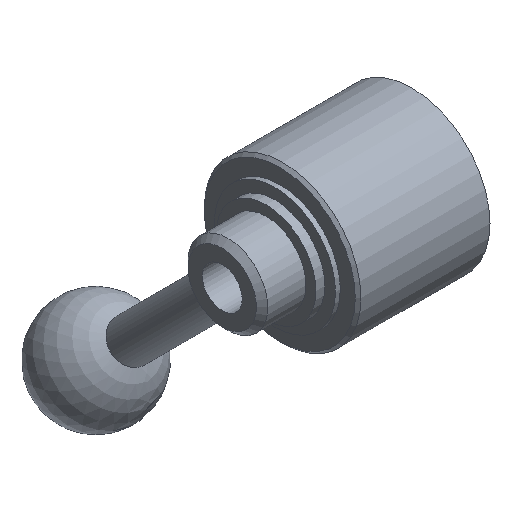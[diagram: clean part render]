
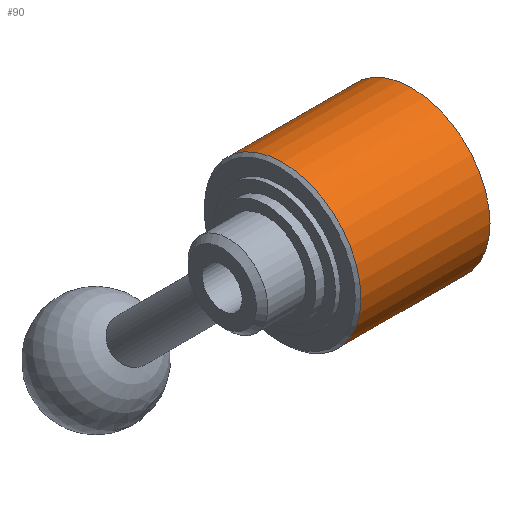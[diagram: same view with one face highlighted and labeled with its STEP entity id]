
A CAD part, isometric view. The second image highlights one B-rep face of the part: STEP entity #90.
In plain terms, the highlighted cylindrical face has radius 27.5 mm (diameter 55 mm), a full revolution.
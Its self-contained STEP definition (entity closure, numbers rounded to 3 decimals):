
#90 = ADVANCED_FACE( '', ( #214, #215, #216 ), #217, .T. );
#214 = FACE_OUTER_BOUND( '', #376, .T. );
#215 = FACE_OUTER_BOUND( '', #377, .T. );
#216 = FACE_BOUND( '', #378, .T. );
#217 = CYLINDRICAL_SURFACE( '', #379, 27.5 );
#376 = EDGE_LOOP( '', ( #560 ) );
#377 = EDGE_LOOP( '', ( #561 ) );
#378 = EDGE_LOOP( '', ( #562 ) );
#379 = AXIS2_PLACEMENT_3D( '', #563, #564, #565 );
#560 = ORIENTED_EDGE( '', *, *, #715, .F. );
#561 = ORIENTED_EDGE( '', *, *, #728, .T. );
#562 = ORIENTED_EDGE( '', *, *, #722, .F. );
#563 = CARTESIAN_POINT( '', ( 0., 0., 0. ) );
#564 = DIRECTION( '', ( -1., 0., 0. ) );
#565 = DIRECTION( '', ( 0., 1., 0. ) );
#715 = EDGE_CURVE( '', #800, #800, #801, .T. );
#722 = EDGE_CURVE( '', #813, #813, #814, .T. );
#728 = EDGE_CURVE( '', #823, #823, #824, .T. );
#800 = VERTEX_POINT( '', #916 );
#801 = CIRCLE( '', #917, 27.5 );
#813 = VERTEX_POINT( '', #929 );
#814 = B_SPLINE_CURVE_WITH_KNOTS( '', 3, ( #930, #931, #932, #933, #934, #935, #936, #937, #938, #939, #940, #941, #942, #943, #944, #945, #946, #947, #948, #949, #950, #951, #952, #953, #954, #955, #956, #957, #958, #959, #960, #961, #962, #963, #964, #965, #966, #967, #968, #969, #970, #971, #972, #973, #974, #975, #976, #977, #978, #979, #980, #981, #982, #983, #984, #985, #986, #987, #988, #989, #990, #991, #992, #993, #994, #995, #996, #997, #998, #999, #1000, #1001, #1002, #1003, #1004, #1005, #1006, #1007, #1008, #1009, #1010, #1011, #1012, #1013, #1014, #1015, #1016, #1017, #1018, #1019 ), .UNSPECIFIED., .T., .F., ( 2, 2, 2, 2, 2, 2, 2, 2, 2, 2, 2, 2, 2, 2, 2, 2, 2, 2, 2, 2, 2, 2, 2, 2, 2, 2, 2, 2, 2, 2, 2, 2, 2, 2, 2, 2, 2, 2, 2, 2, 2, 2, 2, 2, 2, 2, 2 ), ( -0.002, 0., 0.002, 0.003, 0.003, 0.005, 0.006, 0.007, 0.009, 0.01, 0.011, 0.012, 0.014, 0.016, 0.017, 0.018, 0.019, 0.02, 0.021, 0.023, 0.024, 0.024, 0.026, 0.027, 0.028, 0.029, 0.03, 0.031, 0.033, 0.035, 0.036, 0.037, 0.038, 0.04, 0.041, 0.042, 0.044, 0.045, 0.045, 0.047, 0.049, 0.05, 0.051, 0.052, 0.054, 0.056, 0.058 ), .UNSPECIFIED. );
#823 = VERTEX_POINT( '', #1028 );
#824 = CIRCLE( '', #1029, 27.5 );
#916 = CARTESIAN_POINT( '', ( 0., 27.5, 0. ) );
#917 = AXIS2_PLACEMENT_3D( '', #1253, #1254, #1255 );
#929 = CARTESIAN_POINT( '', ( -27.33, 12.165, -24.663 ) );
#930 = CARTESIAN_POINT( '', ( -26.746, 12.08, -24.705 ) );
#931 = CARTESIAN_POINT( '', ( -27.914, 12.25, -24.621 ) );
#932 = CARTESIAN_POINT( '', ( -28.477, 12.389, -24.552 ) );
#933 = CARTESIAN_POINT( '', ( -29.293, 12.67, -24.408 ) );
#934 = CARTESIAN_POINT( '', ( -29.56, 12.775, -24.353 ) );
#935 = CARTESIAN_POINT( '', ( -30.084, 13.011, -24.228 ) );
#936 = CARTESIAN_POINT( '', ( -30.341, 13.14, -24.158 ) );
#937 = CARTESIAN_POINT( '', ( -31.082, 13.556, -23.929 ) );
#938 = CARTESIAN_POINT( '', ( -31.54, 13.869, -23.75 ) );
#939 = CARTESIAN_POINT( '', ( -32.176, 14.389, -23.436 ) );
#940 = CARTESIAN_POINT( '', ( -32.381, 14.571, -23.323 ) );
#941 = CARTESIAN_POINT( '', ( -32.766, 14.946, -23.085 ) );
#942 = CARTESIAN_POINT( '', ( -32.947, 15.139, -22.959 ) );
#943 = CARTESIAN_POINT( '', ( -33.455, 15.73, -22.562 ) );
#944 = CARTESIAN_POINT( '', ( -33.748, 16.142, -22.271 ) );
#945 = CARTESIAN_POINT( '', ( -34.242, 16.997, -21.625 ) );
#946 = CARTESIAN_POINT( '', ( -34.435, 17.43, -21.279 ) );
#947 = CARTESIAN_POINT( '', ( -34.643, 18.075, -20.728 ) );
#948 = CARTESIAN_POINT( '', ( -34.699, 18.289, -20.539 ) );
#949 = CARTESIAN_POINT( '', ( -34.783, 18.718, -20.148 ) );
#950 = CARTESIAN_POINT( '', ( -34.812, 18.934, -19.946 ) );
#951 = CARTESIAN_POINT( '', ( -34.853, 19.566, -19.333 ) );
#952 = CARTESIAN_POINT( '', ( -34.823, 19.971, -18.914 ) );
#953 = CARTESIAN_POINT( '', ( -34.652, 20.748, -18.058 ) );
#954 = CARTESIAN_POINT( '', ( -34.508, 21.123, -17.618 ) );
#955 = CARTESIAN_POINT( '', ( -34.118, 21.812, -16.757 ) );
#956 = CARTESIAN_POINT( '', ( -33.873, 22.129, -16.334 ) );
#957 = CARTESIAN_POINT( '', ( -33.427, 22.571, -15.712 ) );
#958 = CARTESIAN_POINT( '', ( -33.265, 22.711, -15.508 ) );
#959 = CARTESIAN_POINT( '', ( -32.923, 22.976, -15.113 ) );
#960 = CARTESIAN_POINT( '', ( -32.742, 23.101, -14.921 ) );
#961 = CARTESIAN_POINT( '', ( -32.358, 23.336, -14.55 ) );
#962 = CARTESIAN_POINT( '', ( -32.156, 23.447, -14.371 ) );
#963 = CARTESIAN_POINT( '', ( -31.731, 23.655, -14.026 ) );
#964 = CARTESIAN_POINT( '', ( -31.506, 23.753, -13.859 ) );
#965 = CARTESIAN_POINT( '', ( -30.811, 24.024, -13.388 ) );
#966 = CARTESIAN_POINT( '', ( -30.319, 24.173, -13.114 ) );
#967 = CARTESIAN_POINT( '', ( -29.537, 24.358, -12.766 ) );
#968 = CARTESIAN_POINT( '', ( -29.27, 24.412, -12.661 ) );
#969 = CARTESIAN_POINT( '', ( -28.719, 24.509, -12.473 ) );
#970 = CARTESIAN_POINT( '', ( -28.438, 24.55, -12.392 ) );
#971 = CARTESIAN_POINT( '', ( -27.591, 24.652, -12.188 ) );
#972 = CARTESIAN_POINT( '', ( -27.016, 24.692, -12.106 ) );
#973 = CARTESIAN_POINT( '', ( -26.138, 24.712, -12.064 ) );
#974 = CARTESIAN_POINT( '', ( -25.841, 24.712, -12.065 ) );
#975 = CARTESIAN_POINT( '', ( -25.254, 24.698, -12.094 ) );
#976 = CARTESIAN_POINT( '', ( -24.963, 24.684, -12.122 ) );
#977 = CARTESIAN_POINT( '', ( -24.387, 24.643, -12.206 ) );
#978 = CARTESIAN_POINT( '', ( -24.102, 24.615, -12.261 ) );
#979 = CARTESIAN_POINT( '', ( -23.538, 24.547, -12.398 ) );
#980 = CARTESIAN_POINT( '', ( -23.257, 24.505, -12.481 ) );
#981 = CARTESIAN_POINT( '', ( -22.431, 24.359, -12.764 ) );
#982 = CARTESIAN_POINT( '', ( -21.911, 24.236, -12.999 ) );
#983 = CARTESIAN_POINT( '', ( -20.925, 23.932, -13.551 ) );
#984 = CARTESIAN_POINT( '', ( -20.457, 23.749, -13.871 ) );
#985 = CARTESIAN_POINT( '', ( -19.611, 23.331, -14.562 ) );
#986 = CARTESIAN_POINT( '', ( -19.229, 23.096, -14.935 ) );
#987 = CARTESIAN_POINT( '', ( -18.716, 22.696, -15.531 ) );
#988 = CARTESIAN_POINT( '', ( -18.555, 22.554, -15.736 ) );
#989 = CARTESIAN_POINT( '', ( -18.261, 22.26, -16.149 ) );
#990 = CARTESIAN_POINT( '', ( -18.127, 22.107, -16.358 ) );
#991 = CARTESIAN_POINT( '', ( -17.761, 21.629, -16.992 ) );
#992 = CARTESIAN_POINT( '', ( -17.567, 21.284, -17.423 ) );
#993 = CARTESIAN_POINT( '', ( -17.286, 20.539, -18.296 ) );
#994 = CARTESIAN_POINT( '', ( -17.202, 20.15, -18.723 ) );
#995 = CARTESIAN_POINT( '', ( -17.161, 19.542, -19.35 ) );
#996 = CARTESIAN_POINT( '', ( -17.161, 19.335, -19.557 ) );
#997 = CARTESIAN_POINT( '', ( -17.191, 18.913, -19.966 ) );
#998 = CARTESIAN_POINT( '', ( -17.22, 18.698, -20.168 ) );
#999 = CARTESIAN_POINT( '', ( -17.349, 18.054, -20.752 ) );
#1000 = CARTESIAN_POINT( '', ( -17.49, 17.623, -21.119 ) );
#1001 = CARTESIAN_POINT( '', ( -17.783, 16.975, -21.637 ) );
#1002 = CARTESIAN_POINT( '', ( -17.895, 16.758, -21.805 ) );
#1003 = CARTESIAN_POINT( '', ( -18.143, 16.332, -22.126 ) );
#1004 = CARTESIAN_POINT( '', ( -18.279, 16.123, -22.279 ) );
#1005 = CARTESIAN_POINT( '', ( -18.721, 15.507, -22.717 ) );
#1006 = CARTESIAN_POINT( '', ( -19.062, 15.111, -22.98 ) );
#1007 = CARTESIAN_POINT( '', ( -19.84, 14.359, -23.458 ) );
#1008 = CARTESIAN_POINT( '', ( -20.264, 14.015, -23.664 ) );
#1009 = CARTESIAN_POINT( '', ( -20.954, 13.548, -23.932 ) );
#1010 = CARTESIAN_POINT( '', ( -21.192, 13.401, -24.014 ) );
#1011 = CARTESIAN_POINT( '', ( -21.688, 13.125, -24.166 ) );
#1012 = CARTESIAN_POINT( '', ( -21.946, 12.996, -24.236 ) );
#1013 = CARTESIAN_POINT( '', ( -22.732, 12.646, -24.421 ) );
#1014 = CARTESIAN_POINT( '', ( -23.276, 12.461, -24.515 ) );
#1015 = CARTESIAN_POINT( '', ( -24.404, 12.189, -24.651 ) );
#1016 = CARTESIAN_POINT( '', ( -24.994, 12.105, -24.693 ) );
#1017 = CARTESIAN_POINT( '', ( -26.162, 12.051, -24.719 ) );
#1018 = CARTESIAN_POINT( '', ( -26.746, 12.08, -24.705 ) );
#1019 = CARTESIAN_POINT( '', ( -27.914, 12.25, -24.621 ) );
#1028 = CARTESIAN_POINT( '', ( -45.3, 27.5, 0. ) );
#1029 = AXIS2_PLACEMENT_3D( '', #1280, #1281, #1282 );
#1253 = CARTESIAN_POINT( '', ( 0., 0., 0. ) );
#1254 = DIRECTION( '', ( 1., 0., 0. ) );
#1255 = DIRECTION( '', ( 0., 1., 0. ) );
#1280 = CARTESIAN_POINT( '', ( -45.3, 0., 0. ) );
#1281 = DIRECTION( '', ( 1., 0., 0. ) );
#1282 = DIRECTION( '', ( 0., 1., 0. ) );
